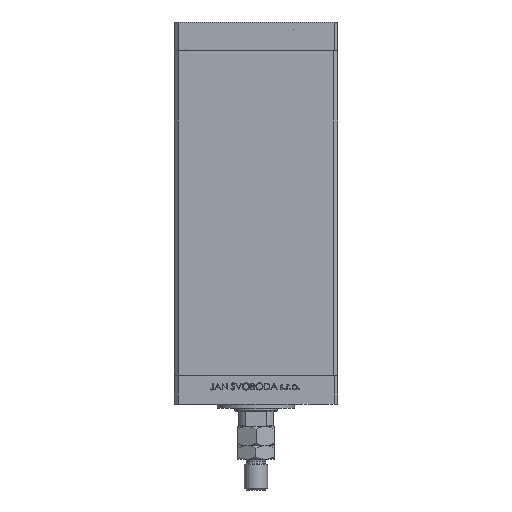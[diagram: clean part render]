
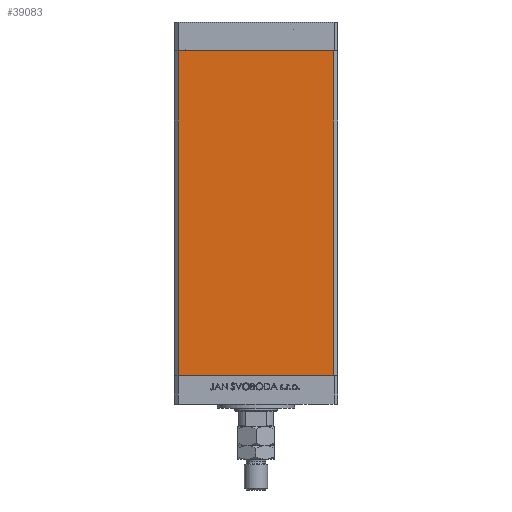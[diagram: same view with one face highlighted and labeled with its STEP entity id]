
A CAD part, front view. The second image highlights one B-rep face of the part: STEP entity #39083.
In plain terms, the highlighted planar face has unit normal (0, -1, 0).
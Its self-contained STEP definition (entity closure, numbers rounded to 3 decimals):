
#2074 = CARTESIAN_POINT ( 'NONE',  ( -40.5, -37.5, 0. ) ) ;
#2648 = DIRECTION ( 'NONE',  ( 0., 0., 1. ) ) ;
#2803 = CARTESIAN_POINT ( 'NONE',  ( -40.5, -37.5, 0. ) ) ;
#3554 = CARTESIAN_POINT ( 'NONE',  ( 40.5, -37.5, 168.5 ) ) ;
#4539 = EDGE_CURVE ( 'NONE', #49136, #29613, #37601, .T. ) ;
#12284 = EDGE_CURVE ( 'NONE', #33103, #14201, #38562, .T. ) ;
#14201 = VERTEX_POINT ( 'NONE', #32532 ) ;
#14384 = AXIS2_PLACEMENT_3D ( 'NONE', #40981, #30006, #2648 ) ;
#14832 = DIRECTION ( 'NONE',  ( 0., 0., -1. ) ) ;
#15887 = CARTESIAN_POINT ( 'NONE',  ( 40.5, -37.5, 168.5 ) ) ;
#18966 = DIRECTION ( 'NONE',  ( 1., 0., 0. ) ) ;
#22230 = LINE ( 'NONE', #2803, #36507 ) ;
#25982 = CARTESIAN_POINT ( 'NONE',  ( -40.5, -37.5, 168.5 ) ) ;
#26103 = DIRECTION ( 'NONE',  ( 0., 0., -1. ) ) ;
#26408 = FACE_OUTER_BOUND ( 'NONE', #41199, .T. ) ;
#28546 = ORIENTED_EDGE ( 'NONE', *, *, #45032, .T. ) ;
#29613 = VERTEX_POINT ( 'NONE', #2074 ) ;
#30006 = DIRECTION ( 'NONE',  ( 0., 1., 0. ) ) ;
#32532 = CARTESIAN_POINT ( 'NONE',  ( 40.5, -37.5, 0. ) ) ;
#32635 = ORIENTED_EDGE ( 'NONE', *, *, #4539, .T. ) ;
#32978 = VECTOR ( 'NONE', #14832, 1000. ) ;
#33103 = VERTEX_POINT ( 'NONE', #15887 ) ;
#33998 = DIRECTION ( 'NONE',  ( 1., 0., 0. ) ) ;
#35475 = ORIENTED_EDGE ( 'NONE', *, *, #35758, .F. ) ;
#35758 = EDGE_CURVE ( 'NONE', #49136, #33103, #38374, .T. ) ;
#36507 = VECTOR ( 'NONE', #33998, 1000. ) ;
#37601 = LINE ( 'NONE', #45540, #39989 ) ;
#37652 = PLANE ( 'NONE',  #14384 ) ;
#37873 = CARTESIAN_POINT ( 'NONE',  ( -40.5, -37.5, 168.5 ) ) ;
#38374 = LINE ( 'NONE', #37873, #49358 ) ;
#38562 = LINE ( 'NONE', #3554, #32978 ) ;
#39083 = ADVANCED_FACE ( 'NONE', ( #26408 ), #37652, .F. ) ;
#39989 = VECTOR ( 'NONE', #26103, 1000. ) ;
#40948 = ORIENTED_EDGE ( 'NONE', *, *, #12284, .F. ) ;
#40981 = CARTESIAN_POINT ( 'NONE',  ( -40.5, -37.5, 168.5 ) ) ;
#41199 = EDGE_LOOP ( 'NONE', ( #28546, #40948, #35475, #32635 ) ) ;
#45032 = EDGE_CURVE ( 'NONE', #29613, #14201, #22230, .T. ) ;
#45540 = CARTESIAN_POINT ( 'NONE',  ( -40.5, -37.5, 168.5 ) ) ;
#49136 = VERTEX_POINT ( 'NONE', #25982 ) ;
#49358 = VECTOR ( 'NONE', #18966, 1000. ) ;
